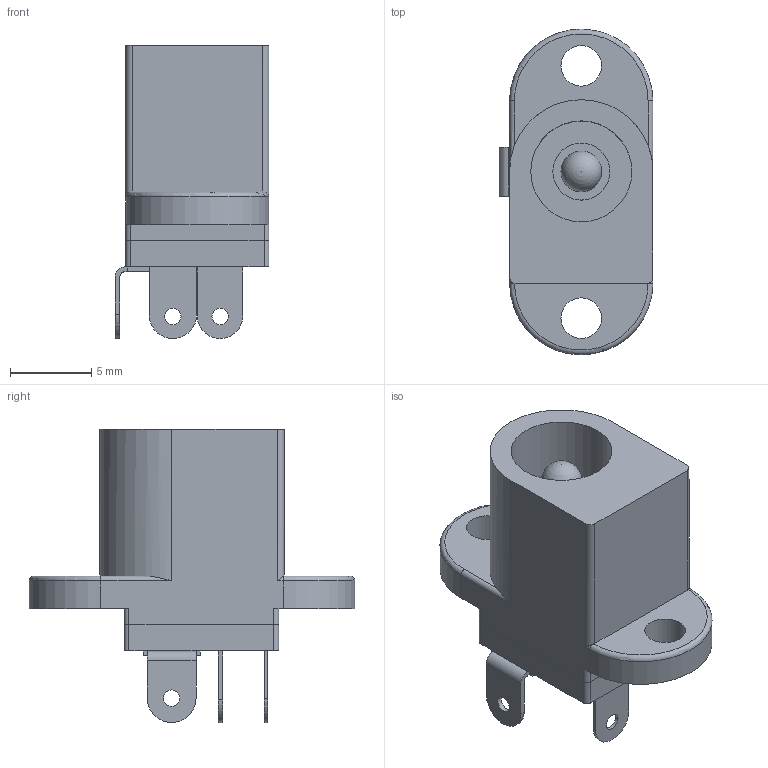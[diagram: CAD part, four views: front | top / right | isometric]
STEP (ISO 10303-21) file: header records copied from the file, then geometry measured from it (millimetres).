
FILE_DESCRIPTION(/* description */ (''),/* implementation_level */ '2;1');
FILE_NAME(/* name */ 'PJ-038BH.step',/* time_stamp */ '2024-09-27T15:49:18+02:00',/* author */ (''),/* organization */ (''),/* preprocessor_version */ 'ST-DEVELOPER v20',/* originating_system */ 'Autodesk Translation Framework v13.20.0.188',/* authorisation */ '');
FILE_SCHEMA (('AUTOMOTIVE_DESIGN { 1 0 10303 214 3 1 1 }'));
Length unit declared in the file: millimetre
Products named in the file (1): PJ-038BH
Bounding box: 9.45 x 20 x 18 mm (x, y, z)
Volume: 1118.1 mm3; surface area: 1331.4 mm2
Topology: 2 solids, 2 shells, 82 faces, 210 edges, 138 vertices
Faces by surface type: plane 45, cylinder 33, torus 3, sphere 1
Full cylindrical faces by diameter (mm): 1 x3, 1.4 x1, 2 x1, 2.5 x3, 3.5 x1, 6.2 x1
Entity records: 3031 total; most frequent: CARTESIAN_POINT 840, DIRECTION 434, ORIENTED_EDGE 418, EDGE_CURVE 209, AXIS2_PLACEMENT_3D 150, VERTEX_POINT 138, LINE 134, VECTOR 134
